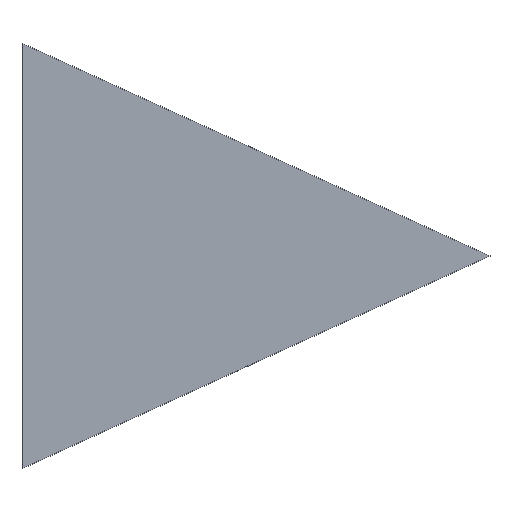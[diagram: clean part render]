
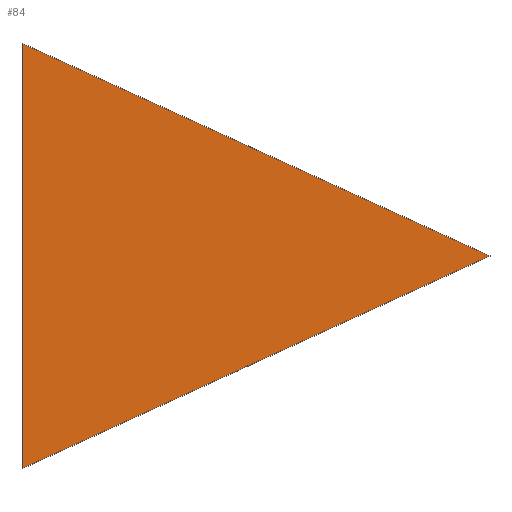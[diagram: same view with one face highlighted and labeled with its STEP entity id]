
A CAD part, top view. The second image highlights one B-rep face of the part: STEP entity #84.
In plain terms, the highlighted planar face has unit normal (0, 0, 1).
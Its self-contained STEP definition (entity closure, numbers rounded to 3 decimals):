
#18=FACE_OUTER_BOUND('',#23,.T.);
#23=EDGE_LOOP('',(#70,#71,#72));
#25=LINE('',#130,#34);
#29=LINE('',#138,#38);
#32=LINE('',#143,#41);
#34=VECTOR('',#109,10.);
#38=VECTOR('',#115,10.);
#41=VECTOR('',#120,10.);
#43=VERTEX_POINT('',#128);
#44=VERTEX_POINT('',#129);
#47=VERTEX_POINT('',#137);
#49=EDGE_CURVE('',#43,#44,#25,.T.);
#53=EDGE_CURVE('',#47,#43,#29,.T.);
#56=EDGE_CURVE('',#44,#47,#32,.T.);
#70=ORIENTED_EDGE('',*,*,#56,.F.);
#71=ORIENTED_EDGE('',*,*,#49,.F.);
#72=ORIENTED_EDGE('',*,*,#53,.F.);
#79=PLANE('',#103);
#84=ADVANCED_FACE('',(#18),#79,.F.);
#103=AXIS2_PLACEMENT_3D('',#145,#122,#123);
#109=DIRECTION('',(0.,1.,0.));
#115=DIRECTION('',(-0.91,-0.414,0.));
#120=DIRECTION('',(0.91,-0.414,0.));
#122=DIRECTION('center_axis',(0.,0.,-1.));
#123=DIRECTION('ref_axis',(-1.,0.,0.));
#128=CARTESIAN_POINT('',(-4.7,-5.,9.2));
#129=CARTESIAN_POINT('',(-4.7,5.,9.2));
#130=CARTESIAN_POINT('',(-4.7,5.,9.2));
#137=CARTESIAN_POINT('',(6.3,0.,9.2));
#138=CARTESIAN_POINT('',(-4.7,-5.,9.2));
#143=CARTESIAN_POINT('',(6.3,0.,9.2));
#145=CARTESIAN_POINT('Origin',(0.8,0.,
9.2));
